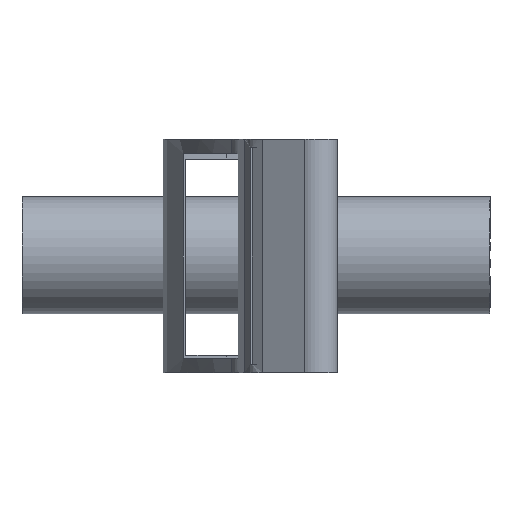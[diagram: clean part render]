
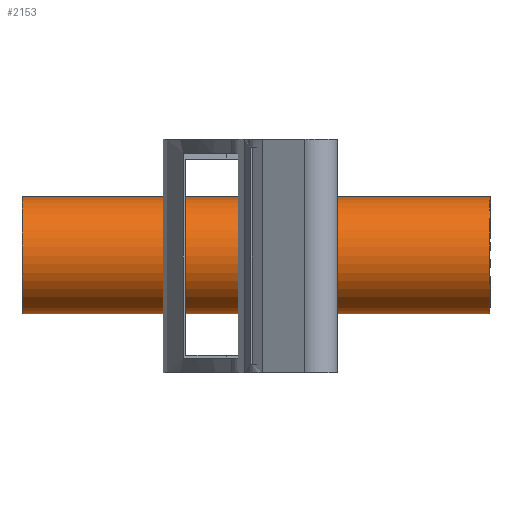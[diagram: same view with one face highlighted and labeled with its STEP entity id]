
A CAD part, left-side view. The second image highlights one B-rep face of the part: STEP entity #2153.
In plain terms, the highlighted free-form (B-spline) face has degree [2, 1] with [7, 2] control points.
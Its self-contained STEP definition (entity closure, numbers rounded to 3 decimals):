
#2101 = EDGE_CURVE('',#2102,#2104,#2106,.T.);
#2102 = VERTEX_POINT('',#2103);
#2103 = CARTESIAN_POINT('',(2143.32,-994.004,
    -248.501));
#2104 = VERTEX_POINT('',#2105);
#2105 = CARTESIAN_POINT('',(2143.32,-994.004,
    248.501));
#2106 = ( BOUNDED_CURVE() B_SPLINE_CURVE(2,(#2107,#2108,#2109,#2110,
#2111),.UNSPECIFIED.,.F.,.F.) B_SPLINE_CURVE_WITH_KNOTS((3,2,3),(
    3.142,4.712,6.283),
.PIECEWISE_BEZIER_KNOTS.) CURVE() GEOMETRIC_REPRESENTATION_ITEM() 
RATIONAL_B_SPLINE_CURVE((1.,0.707,1.,0.707,1.)) 
REPRESENTATION_ITEM('') );
#2107 = CARTESIAN_POINT('',(2143.32,-994.004,
    -248.501));
#2108 = CARTESIAN_POINT('',(1894.819,-994.004,
    -248.501));
#2109 = CARTESIAN_POINT('',(1894.819,-994.004,
    0.));
#2110 = CARTESIAN_POINT('',(1894.819,-994.004,
    248.501));
#2111 = CARTESIAN_POINT('',(2143.32,-994.004,
    248.501));
#2113 = EDGE_CURVE('',#2104,#2102,#2114,.T.);
#2114 = ( BOUNDED_CURVE() B_SPLINE_CURVE(2,(#2115,#2116,#2117,#2118,
#2119),.UNSPECIFIED.,.F.,.F.) B_SPLINE_CURVE_WITH_KNOTS((3,2,3),(0.,
1.571,3.142),.PIECEWISE_BEZIER_KNOTS.) CURVE() 
GEOMETRIC_REPRESENTATION_ITEM() RATIONAL_B_SPLINE_CURVE((1.,
0.707,1.,0.707,1.)) REPRESENTATION_ITEM('') );
#2115 = CARTESIAN_POINT('',(2143.32,-994.004,
    248.501));
#2116 = CARTESIAN_POINT('',(2391.821,-994.004,
    248.501));
#2117 = CARTESIAN_POINT('',(2391.821,-994.004,
    0.));
#2118 = CARTESIAN_POINT('',(2391.821,-994.004,
    -248.501));
#2119 = CARTESIAN_POINT('',(2143.32,-994.004,
    -248.501));
#2129 = EDGE_CURVE('',#2130,#2132,#2134,.T.);
#2130 = VERTEX_POINT('',#2131);
#2131 = CARTESIAN_POINT('',(2143.32,994.004,
    248.501));
#2132 = VERTEX_POINT('',#2133);
#2133 = CARTESIAN_POINT('',(2143.32,994.004,
    -248.501));
#2134 = ( BOUNDED_CURVE() B_SPLINE_CURVE(2,(#2135,#2136,#2137,#2138,
#2139),.UNSPECIFIED.,.F.,.F.) B_SPLINE_CURVE_WITH_KNOTS((3,2,3),(0.,
1.571,3.142),.PIECEWISE_BEZIER_KNOTS.) CURVE() 
GEOMETRIC_REPRESENTATION_ITEM() RATIONAL_B_SPLINE_CURVE((1.,
0.707,1.,0.707,1.)) REPRESENTATION_ITEM('') );
#2135 = CARTESIAN_POINT('',(2143.32,994.004,
    248.501));
#2136 = CARTESIAN_POINT('',(2391.821,994.004,
    248.501));
#2137 = CARTESIAN_POINT('',(2391.821,994.004,
    0.));
#2138 = CARTESIAN_POINT('',(2391.821,994.004,
    -248.501));
#2139 = CARTESIAN_POINT('',(2143.32,994.004,
    -248.501));
#2141 = EDGE_CURVE('',#2132,#2130,#2142,.T.);
#2142 = ( BOUNDED_CURVE() B_SPLINE_CURVE(2,(#2143,#2144,#2145,#2146,
#2147),.UNSPECIFIED.,.F.,.F.) B_SPLINE_CURVE_WITH_KNOTS((3,2,3),(
    3.142,4.712,6.283),
.PIECEWISE_BEZIER_KNOTS.) CURVE() GEOMETRIC_REPRESENTATION_ITEM() 
RATIONAL_B_SPLINE_CURVE((1.,0.707,1.,0.707,1.)) 
REPRESENTATION_ITEM('') );
#2143 = CARTESIAN_POINT('',(2143.32,994.004,
    -248.501));
#2144 = CARTESIAN_POINT('',(1894.819,994.004,
    -248.501));
#2145 = CARTESIAN_POINT('',(1894.819,994.004,
    0.));
#2146 = CARTESIAN_POINT('',(1894.819,994.004,
    248.501));
#2147 = CARTESIAN_POINT('',(2143.32,994.004,
    248.501));
#2153 = ADVANCED_FACE('',(#2154),#2166,.T.);
#2154 = FACE_BOUND('',#2155,.T.);
#2155 = EDGE_LOOP('',(#2156,#2157,#2162,#2163,#2164,#2165));
#2156 = ORIENTED_EDGE('',*,*,#2113,.T.);
#2157 = ORIENTED_EDGE('',*,*,#2158,.T.);
#2158 = EDGE_CURVE('',#2102,#2132,#2159,.T.);
#2159 = B_SPLINE_CURVE_WITH_KNOTS('',1,(#2160,#2161),.UNSPECIFIED.,.F.,
  .F.,(2,2),(-1600.,0.),.PIECEWISE_BEZIER_KNOTS.);
#2160 = CARTESIAN_POINT('',(2143.32,-994.004,
    -248.501));
#2161 = CARTESIAN_POINT('',(2143.32,994.004,
    -248.501));
#2162 = ORIENTED_EDGE('',*,*,#2129,.F.);
#2163 = ORIENTED_EDGE('',*,*,#2141,.F.);
#2164 = ORIENTED_EDGE('',*,*,#2158,.F.);
#2165 = ORIENTED_EDGE('',*,*,#2101,.T.);
#2166 = ( BOUNDED_SURFACE() B_SPLINE_SURFACE(2,1,(
    (#2167,#2168)
    ,(#2169,#2170)
    ,(#2171,#2172)
    ,(#2173,#2174)
    ,(#2175,#2176)
    ,(#2177,#2178)
    ,(#2179,#2180
)),.UNSPECIFIED.,.T.,.F.,.F.) B_SPLINE_SURFACE_WITH_KNOTS((1,2,2,2,2,1),
  (2,2),(-2.094,0.,2.094,4.189,6.283,
    8.378),(-1600.,0.),.UNSPECIFIED.) 
GEOMETRIC_REPRESENTATION_ITEM() RATIONAL_B_SPLINE_SURFACE((
    (1.,1.)
    ,(0.5,0.5)
    ,(1.,1.)
    ,(0.5,0.5)
    ,(1.,1.)
    ,(0.5,0.5)
,(1.,1.))) REPRESENTATION_ITEM('') SURFACE() );
#2167 = CARTESIAN_POINT('',(2143.32,-994.004,
    -248.501));
#2168 = CARTESIAN_POINT('',(2143.32,994.004,
    -248.501));
#2169 = CARTESIAN_POINT('',(1712.904,-994.004,
    -248.501));
#2170 = CARTESIAN_POINT('',(1712.904,994.004,
    -248.501));
#2171 = CARTESIAN_POINT('',(1928.112,-994.004,
    124.25));
#2172 = CARTESIAN_POINT('',(1928.112,994.004,
    124.25));
#2173 = CARTESIAN_POINT('',(2143.32,-994.004,
    497.002));
#2174 = CARTESIAN_POINT('',(2143.32,994.004,
    497.002));
#2175 = CARTESIAN_POINT('',(2358.528,-994.004,
    124.25));
#2176 = CARTESIAN_POINT('',(2358.528,994.004,
    124.25));
#2177 = CARTESIAN_POINT('',(2573.737,-994.004,
    -248.501));
#2178 = CARTESIAN_POINT('',(2573.737,994.004,
    -248.501));
#2179 = CARTESIAN_POINT('',(2143.32,-994.004,
    -248.501));
#2180 = CARTESIAN_POINT('',(2143.32,994.004,
    -248.501));
